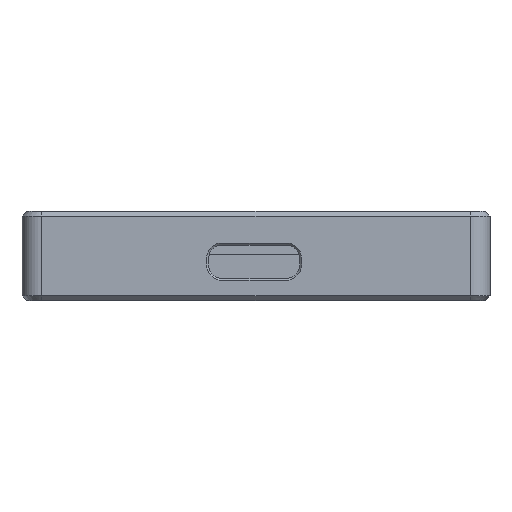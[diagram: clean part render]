
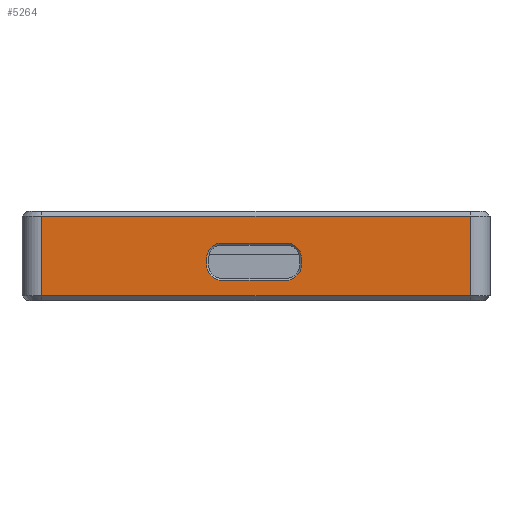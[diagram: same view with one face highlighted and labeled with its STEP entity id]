
A CAD part, left-side view. The second image highlights one B-rep face of the part: STEP entity #5264.
In plain terms, the highlighted planar face has unit normal (-1, 0, 0).
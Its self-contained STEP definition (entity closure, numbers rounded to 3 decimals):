
#126 = LINE ( 'NONE', #4193, #135 ) ;
#135 = VECTOR ( 'NONE', #4228, 1000. ) ;
#465 = FACE_BOUND ( 'NONE', #2624, .T. ) ;
#509 = FACE_OUTER_BOUND ( 'NONE', #2632, .T. ) ;
#517 = LINE ( 'NONE', #5552, #544 ) ;
#544 = VECTOR ( 'NONE', #5551, 1000. ) ;
#558 = CIRCLE ( 'NONE', #4004, 1.55 ) ;
#574 = LINE ( 'NONE', #5284, #600 ) ;
#593 = LINE ( 'NONE', #5292, #643 ) ;
#600 = VECTOR ( 'NONE', #5286, 1000. ) ;
#603 = CIRCLE ( 'NONE', #3957, 1.55 ) ;
#617 = CIRCLE ( 'NONE', #3975, 1.55 ) ;
#628 = VECTOR ( 'NONE', #5347, 1000. ) ;
#630 = CIRCLE ( 'NONE', #3984, 1.55 ) ;
#639 = LINE ( 'NONE', #5349, #628 ) ;
#643 = VECTOR ( 'NONE', #5307, 1000. ) ;
#662 = VECTOR ( 'NONE', #6059, 1000. ) ;
#685 = LINE ( 'NONE', #6016, #662 ) ;
#959 = ORIENTED_EDGE ( 'NONE', *, *, #4159, .T. ) ;
#1006 = ORIENTED_EDGE ( 'NONE', *, *, #6877, .F. ) ;
#1016 = ORIENTED_EDGE ( 'NONE', *, *, #4140, .T. ) ;
#1017 = ORIENTED_EDGE ( 'NONE', *, *, #6109, .F. ) ;
#1022 = ORIENTED_EDGE ( 'NONE', *, *, #6849, .F. ) ;
#1038 = ORIENTED_EDGE ( 'NONE', *, *, #6826, .F. ) ;
#1039 = ORIENTED_EDGE ( 'NONE', *, *, #6851, .F. ) ;
#1040 = ORIENTED_EDGE ( 'NONE', *, *, #6828, .F. ) ;
#1063 = ORIENTED_EDGE ( 'NONE', *, *, #4172, .F. ) ;
#1069 = ORIENTED_EDGE ( 'NONE', *, *, #6838, .F. ) ;
#1089 = ORIENTED_EDGE ( 'NONE', *, *, #6084, .F. ) ;
#1126 = ORIENTED_EDGE ( 'NONE', *, *, #6852, .F. ) ;
#2326 = LINE ( 'NONE', #4978, #2327 ) ;
#2327 = VECTOR ( 'NONE', #5003, 1000. ) ;
#2368 = LINE ( 'NONE', #4923, #2369 ) ;
#2369 = VECTOR ( 'NONE', #4959, 1000. ) ;
#2624 = EDGE_LOOP ( 'NONE', ( #1022, #1040, #1038, #1126, #1069, #1017, #1089, #1039 ) ) ;
#2632 = EDGE_LOOP ( 'NONE', ( #1063, #959, #1006, #1016 ) ) ;
#3926 = AXIS2_PLACEMENT_3D ( 'NONE', #5418, #5448, #5422 ) ;
#3957 = AXIS2_PLACEMENT_3D ( 'NONE', #5288, #5313, #5324 ) ;
#3975 = AXIS2_PLACEMENT_3D ( 'NONE', #5360, #5332, #5348 ) ;
#3984 = AXIS2_PLACEMENT_3D ( 'NONE', #5361, #5354, #5365 ) ;
#4004 = AXIS2_PLACEMENT_3D ( 'NONE', #5570, #5571, #5574 ) ;
#4140 = EDGE_CURVE ( 'NONE', #6481, #6468, #2368, .T. ) ;
#4159 = EDGE_CURVE ( 'NONE', #6457, #6482, #2326, .T. ) ;
#4172 = EDGE_CURVE ( 'NONE', #6457, #6468, #126, .T. ) ;
#4193 = CARTESIAN_POINT ( 'NONE',  ( -45., -21.5, 4.5 ) ) ;
#4228 = DIRECTION ( 'NONE',  ( 0., 0., -1. ) ) ;
#4923 = CARTESIAN_POINT ( 'NONE',  ( -45., 23.5, -4. ) ) ;
#4959 = DIRECTION ( 'NONE',  ( 0., -1., 0. ) ) ;
#4978 = CARTESIAN_POINT ( 'NONE',  ( -45., 21.5, 4. ) ) ;
#5003 = DIRECTION ( 'NONE',  ( 0., 1., 0. ) ) ;
#5264 = ADVANCED_FACE ( 'NONE', ( #509, #465 ), #5455, .F. ) ;
#5284 = CARTESIAN_POINT ( 'NONE',  ( -45., 23.5, 1.3 ) ) ;
#5286 = DIRECTION ( 'NONE',  ( 0., 1., 0. ) ) ;
#5288 = CARTESIAN_POINT ( 'NONE',  ( -45., 3.42, -0.91 ) ) ;
#5292 = CARTESIAN_POINT ( 'NONE',  ( -45., 4.97, 4.5 ) ) ;
#5307 = DIRECTION ( 'NONE',  ( 0., 0., -1. ) ) ;
#5313 = DIRECTION ( 'NONE',  ( -1., 0., 0. ) ) ;
#5324 = DIRECTION ( 'NONE',  ( 0., -1., 0. ) ) ;
#5332 = DIRECTION ( 'NONE',  ( -1., 0., 0. ) ) ;
#5347 = DIRECTION ( 'NONE',  ( 0., -1., 0. ) ) ;
#5348 = DIRECTION ( 'NONE',  ( 0., -1., 0. ) ) ;
#5349 = CARTESIAN_POINT ( 'NONE',  ( -45., 23.5, -2.46 ) ) ;
#5354 = DIRECTION ( 'NONE',  ( -1., 0., 0. ) ) ;
#5360 = CARTESIAN_POINT ( 'NONE',  ( -45., -3.02, -0.91 ) ) ;
#5361 = CARTESIAN_POINT ( 'NONE',  ( -45., 3.42, -0.25 ) ) ;
#5365 = DIRECTION ( 'NONE',  ( 0., 0., 1. ) ) ;
#5418 = CARTESIAN_POINT ( 'NONE',  ( -45., 23.5, 4.5 ) ) ;
#5422 = DIRECTION ( 'NONE',  ( 0., 1., 0. ) ) ;
#5448 = DIRECTION ( 'NONE',  ( 1., 0., 0. ) ) ;
#5455 = PLANE ( 'NONE',  #3926 ) ;
#5551 = DIRECTION ( 'NONE',  ( 0., 0., 1. ) ) ;
#5552 = CARTESIAN_POINT ( 'NONE',  ( -45., -4.57, 4.5 ) ) ;
#5570 = CARTESIAN_POINT ( 'NONE',  ( -45., -3.02, -0.25 ) ) ;
#5571 = DIRECTION ( 'NONE',  ( -1., 0., 0. ) ) ;
#5574 = DIRECTION ( 'NONE',  ( 0., -1., 0. ) ) ;
#5810 = CARTESIAN_POINT ( 'NONE',  ( -45., -4.57, -0.25 ) ) ;
#5818 = CARTESIAN_POINT ( 'NONE',  ( -45., -4.57, -0.91 ) ) ;
#5833 = CARTESIAN_POINT ( 'NONE',  ( -45., -3.02, 1.3 ) ) ;
#5836 = CARTESIAN_POINT ( 'NONE',  ( -45., 4.97, -0.91 ) ) ;
#5870 = CARTESIAN_POINT ( 'NONE',  ( -45., 3.42, -2.46 ) ) ;
#5875 = CARTESIAN_POINT ( 'NONE',  ( -45., -21.5, 4. ) ) ;
#5881 = CARTESIAN_POINT ( 'NONE',  ( -45., 3.42, 1.3 ) ) ;
#5896 = CARTESIAN_POINT ( 'NONE',  ( -45., -3.02, -2.46 ) ) ;
#5909 = CARTESIAN_POINT ( 'NONE',  ( -45., 4.97, -0.25 ) ) ;
#5918 = CARTESIAN_POINT ( 'NONE',  ( -45., -21.5, -4. ) ) ;
#5925 = CARTESIAN_POINT ( 'NONE',  ( -45., 21.5, -4. ) ) ;
#5966 = CARTESIAN_POINT ( 'NONE',  ( -45., 21.5, 4. ) ) ;
#6016 = CARTESIAN_POINT ( 'NONE',  ( -45., 21.5, 4.5 ) ) ;
#6059 = DIRECTION ( 'NONE',  ( 0., 0., 1. ) ) ;
#6084 = EDGE_CURVE ( 'NONE', #6401, #6402, #517, .T. ) ;
#6109 = EDGE_CURVE ( 'NONE', #6402, #6406, #558, .T. ) ;
#6401 = VERTEX_POINT ( 'NONE', #5818 ) ;
#6402 = VERTEX_POINT ( 'NONE', #5810 ) ;
#6406 = VERTEX_POINT ( 'NONE', #5833 ) ;
#6409 = VERTEX_POINT ( 'NONE', #5836 ) ;
#6416 = VERTEX_POINT ( 'NONE', #5870 ) ;
#6418 = VERTEX_POINT ( 'NONE', #5909 ) ;
#6427 = VERTEX_POINT ( 'NONE', #5881 ) ;
#6429 = VERTEX_POINT ( 'NONE', #5896 ) ;
#6457 = VERTEX_POINT ( 'NONE', #5875 ) ;
#6468 = VERTEX_POINT ( 'NONE', #5918 ) ;
#6481 = VERTEX_POINT ( 'NONE', #5925 ) ;
#6482 = VERTEX_POINT ( 'NONE', #5966 ) ;
#6826 = EDGE_CURVE ( 'NONE', #6418, #6409, #593, .T. ) ;
#6828 = EDGE_CURVE ( 'NONE', #6409, #6416, #603, .T. ) ;
#6838 = EDGE_CURVE ( 'NONE', #6406, #6427, #574, .T. ) ;
#6849 = EDGE_CURVE ( 'NONE', #6416, #6429, #639, .T. ) ;
#6851 = EDGE_CURVE ( 'NONE', #6429, #6401, #617, .T. ) ;
#6852 = EDGE_CURVE ( 'NONE', #6427, #6418, #630, .T. ) ;
#6877 = EDGE_CURVE ( 'NONE', #6481, #6482, #685, .T. ) ;
